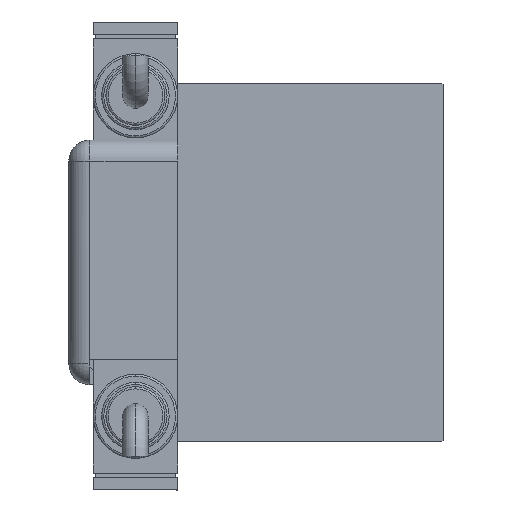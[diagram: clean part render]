
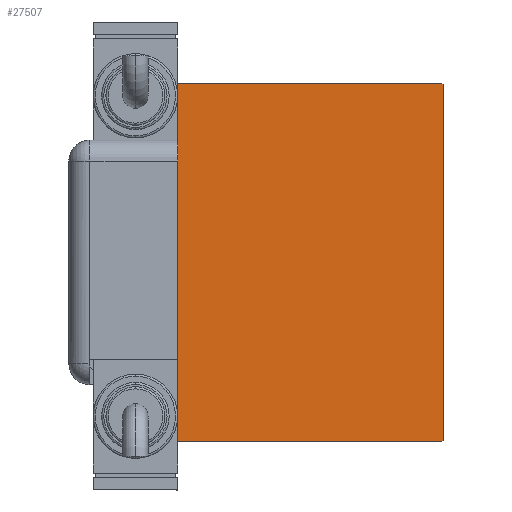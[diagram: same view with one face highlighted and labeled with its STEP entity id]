
A CAD part, left-side view. The second image highlights one B-rep face of the part: STEP entity #27507.
In plain terms, the highlighted face is planar.
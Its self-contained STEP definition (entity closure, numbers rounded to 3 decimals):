
#541 = CARTESIAN_POINT ( 'NONE',  ( 88., 0., 0. ) ) ;
#955 = EDGE_CURVE ( 'NONE', #43879, #23310, #23610, .T. ) ;
#1272 = ORIENTED_EDGE ( 'NONE', *, *, #34417, .T. ) ;
#1307 = DIRECTION ( 'NONE',  ( 0., 0.707, 0.707 ) ) ;
#1427 = LINE ( 'NONE', #29227, #46230 ) ;
#1712 = DIRECTION ( 'NONE',  ( 0., 0., -1. ) ) ;
#1966 = DIRECTION ( 'NONE',  ( 0., 0., 1. ) ) ;
#1971 = VECTOR ( 'NONE', #37061, 1000. ) ;
#2866 = VERTEX_POINT ( 'NONE', #46084 ) ;
#2925 = ORIENTED_EDGE ( 'NONE', *, *, #16337, .T. ) ;
#3070 = VERTEX_POINT ( 'NONE', #21455 ) ;
#4041 = VERTEX_POINT ( 'NONE', #15869 ) ;
#5316 = FACE_OUTER_BOUND ( 'NONE', #57317, .T. ) ;
#5496 = LINE ( 'NONE', #55072, #30589 ) ;
#6388 = CARTESIAN_POINT ( 'NONE',  ( 88., -31.5, 42.5 ) ) ;
#6756 = VECTOR ( 'NONE', #1966, 1000. ) ;
#6795 = ORIENTED_EDGE ( 'NONE', *, *, #47825, .T. ) ;
#7364 = DIRECTION ( 'NONE',  ( 0., -0.707, -0.707 ) ) ;
#7852 = CARTESIAN_POINT ( 'NONE',  ( 88., -31.5, 42.2 ) ) ;
#9296 = CARTESIAN_POINT ( 'NONE',  ( 88., 36.85, 36.85 ) ) ;
#10662 = CARTESIAN_POINT ( 'NONE',  ( 88., -36.85, 36.85 ) ) ;
#11108 = VECTOR ( 'NONE', #42623, 1000. ) ;
#12632 = EDGE_CURVE ( 'NONE', #4041, #52358, #33967, .T. ) ;
#13553 = CARTESIAN_POINT ( 'NONE',  ( 88., 31.2, 42.5 ) ) ;
#13700 = VERTEX_POINT ( 'NONE', #23412 ) ;
#15364 = VERTEX_POINT ( 'NONE', #42666 ) ;
#15869 = CARTESIAN_POINT ( 'NONE',  ( 88., -31.2, 42.5 ) ) ;
#16337 = EDGE_CURVE ( 'NONE', #2866, #15364, #24812, .T. ) ;
#20793 = ORIENTED_EDGE ( 'NONE', *, *, #955, .T. ) ;
#21455 = CARTESIAN_POINT ( 'NONE',  ( 88., 31.2, -42.5 ) ) ;
#23310 = VERTEX_POINT ( 'NONE', #13553 ) ;
#23412 = CARTESIAN_POINT ( 'NONE',  ( 88., 31.5, -42.2 ) ) ;
#23610 = LINE ( 'NONE', #9296, #1971 ) ;
#24593 = DIRECTION ( 'NONE',  ( 0., 0., -1. ) ) ;
#24812 = LINE ( 'NONE', #43041, #43435 ) ;
#27507 = ADVANCED_FACE ( 'NONE', ( #5316 ), #56076, .T. ) ;
#28434 = ORIENTED_EDGE ( 'NONE', *, *, #50322, .T. ) ;
#28875 = CARTESIAN_POINT ( 'NONE',  ( 88., 31.5, 42.5 ) ) ;
#29227 = CARTESIAN_POINT ( 'NONE',  ( 88., -31.5, -42.5 ) ) ;
#29755 = LINE ( 'NONE', #53046, #6756 ) ;
#30589 = VECTOR ( 'NONE', #1307, 1000. ) ;
#33967 = LINE ( 'NONE', #10662, #49940 ) ;
#34211 = EDGE_CURVE ( 'NONE', #13700, #43879, #29755, .T. ) ;
#34417 = EDGE_CURVE ( 'NONE', #3070, #13700, #5496, .T. ) ;
#36195 = ORIENTED_EDGE ( 'NONE', *, *, #45801, .T. ) ;
#36724 = CARTESIAN_POINT ( 'NONE',  ( 88., 31.5, 42.2 ) ) ;
#37061 = DIRECTION ( 'NONE',  ( 0., -0.707, 0.707 ) ) ;
#42623 = DIRECTION ( 'NONE',  ( 0., -1., 0. ) ) ;
#42666 = CARTESIAN_POINT ( 'NONE',  ( 88., -31.2, -42.5 ) ) ;
#43041 = CARTESIAN_POINT ( 'NONE',  ( 88., -36.85, -36.85 ) ) ;
#43435 = VECTOR ( 'NONE', #57656, 1000. ) ;
#43879 = VERTEX_POINT ( 'NONE', #36724 ) ;
#45801 = EDGE_CURVE ( 'NONE', #52358, #2866, #47311, .T. ) ;
#46084 = CARTESIAN_POINT ( 'NONE',  ( 88., -31.5, -42.2 ) ) ;
#46230 = VECTOR ( 'NONE', #56080, 1000. ) ;
#47311 = LINE ( 'NONE', #6388, #49036 ) ;
#47825 = EDGE_CURVE ( 'NONE', #15364, #3070, #1427, .T. ) ;
#47837 = ORIENTED_EDGE ( 'NONE', *, *, #12632, .T. ) ;
#49036 = VECTOR ( 'NONE', #24593, 1000. ) ;
#49940 = VECTOR ( 'NONE', #7364, 1000. ) ;
#50322 = EDGE_CURVE ( 'NONE', #23310, #4041, #51565, .T. ) ;
#51565 = LINE ( 'NONE', #28875, #11108 ) ;
#51606 = DIRECTION ( 'NONE',  ( 1., 0., 0. ) ) ;
#52358 = VERTEX_POINT ( 'NONE', #7852 ) ;
#53046 = CARTESIAN_POINT ( 'NONE',  ( 88., 31.5, -42.5 ) ) ;
#55072 = CARTESIAN_POINT ( 'NONE',  ( 88., 36.85, -36.85 ) ) ;
#55668 = ORIENTED_EDGE ( 'NONE', *, *, #34211, .T. ) ;
#56076 = PLANE ( 'NONE',  #56241 ) ;
#56080 = DIRECTION ( 'NONE',  ( 0., 1., 0. ) ) ;
#56241 = AXIS2_PLACEMENT_3D ( 'NONE', #541, #51606, #1712 ) ;
#57317 = EDGE_LOOP ( 'NONE', ( #6795, #1272, #55668, #20793, #28434, #47837, #36195, #2925 ) ) ;
#57656 = DIRECTION ( 'NONE',  ( 0., 0.707, -0.707 ) ) ;
